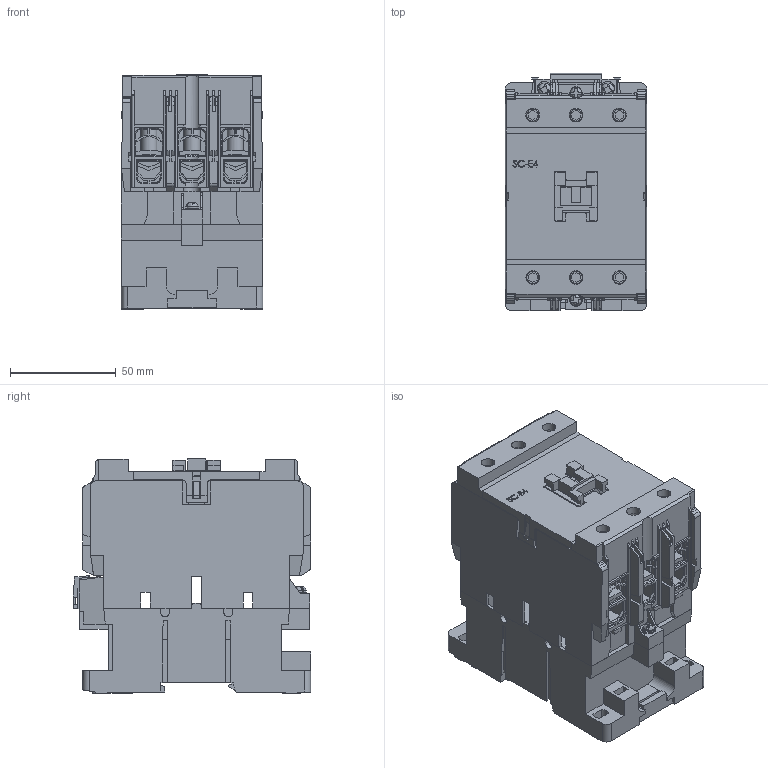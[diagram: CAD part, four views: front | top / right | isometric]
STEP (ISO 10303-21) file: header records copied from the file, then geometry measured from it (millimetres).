
FILE_DESCRIPTION (( 'STEP AP214' ), '1' );
FILE_NAME ('SC-E4-500VAC.step', '2016-04-18T19:08:59', ( '' ), ( '' ), 'SwSTEP 2.0', 'SolidWorks 2015', '' );
FILE_SCHEMA (( 'AUTOMOTIVE_DESIGN' ));
Length unit declared in the file: inch
Products named in the file (3): SC-E4-UPPER; SC-E4-LOWER CASE; SC-E4-500VAC
Assembly tree (2 placements, depth 2):
  SC-E4-500VAC
    SC-E4-LOWER CASE
    SC-E4-UPPER
Bounding box: 67 x 112.4 x 111 mm (x, y, z)
Volume: 330808.8 mm3; surface area: 184769.4 mm2
Topology: 37 solids, 37 shells, 2693 faces, 7726 edges, 5092 vertices
Faces by surface type: plane 2161, cylinder 428, cone 72, bspline 32
Entity records: 124713 total; most frequent: CARTESIAN_POINT 18355, ORIENTED_EDGE 15452, DIRECTION 13761, EDGE_CURVE 7726, LINE 6477, VECTOR 6477, VERTEX_POINT 5092, AXIS2_PLACEMENT_3D 3642
